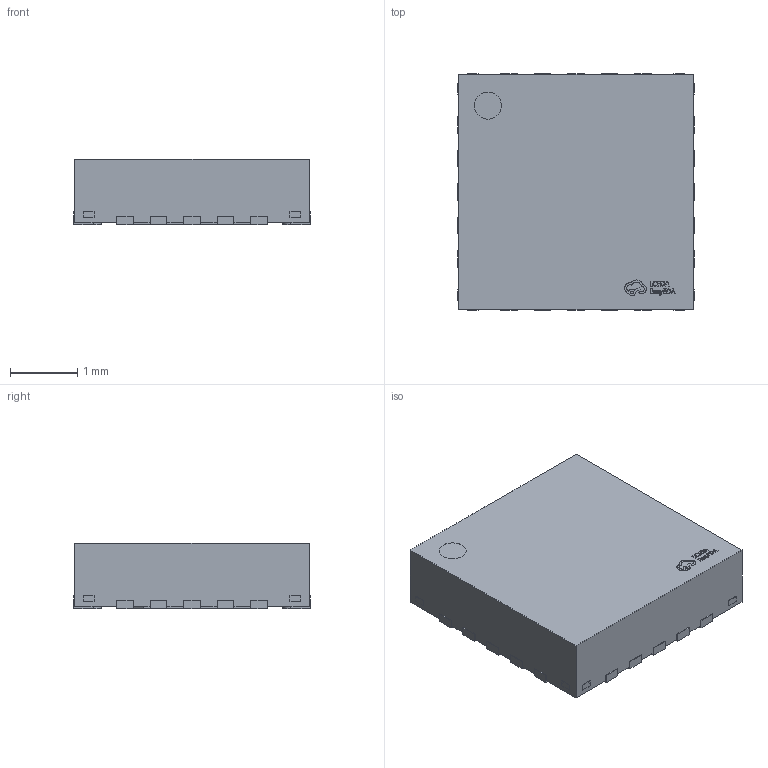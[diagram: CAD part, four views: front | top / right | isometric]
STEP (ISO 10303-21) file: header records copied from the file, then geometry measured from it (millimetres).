
FILE_DESCRIPTION (( 'STEP AP214' ), '1' );
FILE_NAME ('VQFN-20_L3.5-W3.5-P0.50-BL-EP2.1.step', '2022-07-15T04:08:52', ( '' ), ( '' ), 'SwSTEP 2.0', 'SolidWorks 2020', '' );
FILE_SCHEMA (( 'AUTOMOTIVE_DESIGN' ));
Length unit declared in the file: millimetre
Products named in the file (1): VQFN-20_L3.5-W3.5-P0.50-BL-EP2.1
Bounding box: 3.52 x 3.52 x 0.98 mm (x, y, z)
Volume: 11.8 mm3; surface area: 39 mm2
Topology: 14 solids, 14 shells, 470 faces, 1275 edges, 850 vertices
Faces by surface type: plane 331, bspline 112, cylinder 27
Entity records: 21190 total; most frequent: CARTESIAN_POINT 4700, ORIENTED_EDGE 2550, DIRECTION 1819, EDGE_CURVE 1275, LINE 993, VECTOR 993, VERTEX_POINT 850, EDGE_LOOP 499
